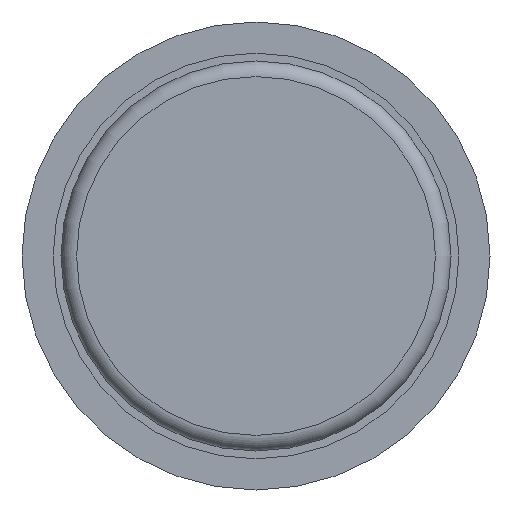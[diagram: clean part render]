
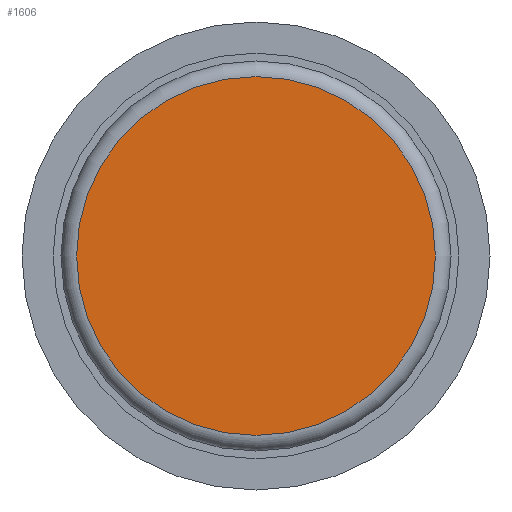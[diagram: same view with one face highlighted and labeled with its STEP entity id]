
A CAD part, front view. The second image highlights one B-rep face of the part: STEP entity #1606.
In plain terms, the highlighted planar face has unit normal (0, -1, 0).
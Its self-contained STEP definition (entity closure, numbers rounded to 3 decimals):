
#776=CIRCLE('',#1502,23.);
#862=ORIENTED_EDGE('',*,*,#1058,.T.);
#998=VERTEX_POINT('',#1727);
#1058=EDGE_CURVE('',#998,#998,#776,.T.);
#1134=EDGE_LOOP('',(#862));
#1210=FACE_BOUND('',#1134,.T.);
#1351=DIRECTION('',(0.,-1.,0.));
#1352=DIRECTION('',(23.,0.,0.));
#1353=DIRECTION('',(0.,-1.,0.));
#1354=DIRECTION('',(-1.,0.,0.));
#1502=AXIS2_PLACEMENT_3D('',#1728,#1351,#1352);
#1503=AXIS2_PLACEMENT_3D('',#1729,#1353,#1354);
#1567=PLANE('',#1503);
#1606=ADVANCED_FACE('',(#1210),#1567,.T.);
#1727=CARTESIAN_POINT('',(23.,0.,0.));
#1728=CARTESIAN_POINT('',(0.,0.,0.));
#1729=CARTESIAN_POINT('',(0.,0.,0.));
